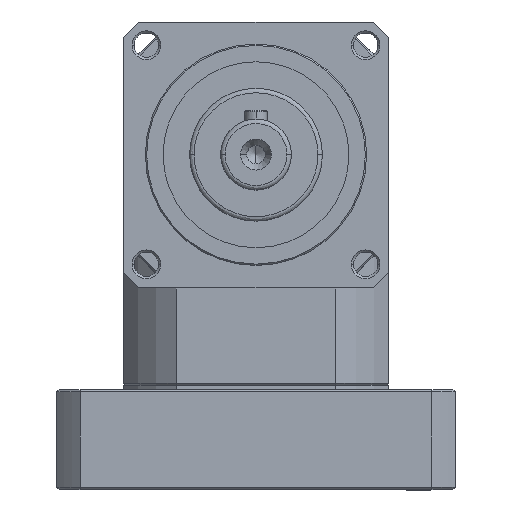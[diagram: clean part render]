
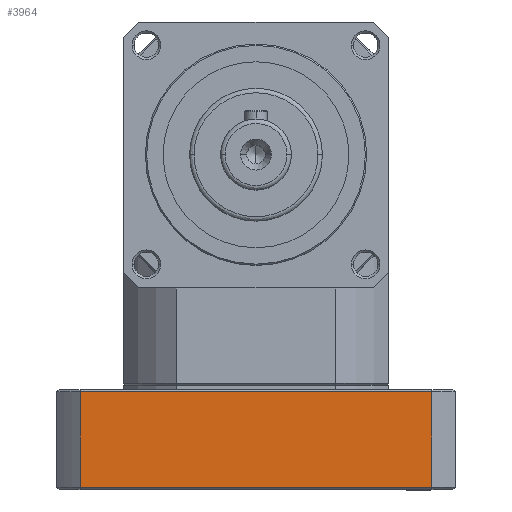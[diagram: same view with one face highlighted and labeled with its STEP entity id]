
A CAD part, top view. The second image highlights one B-rep face of the part: STEP entity #3964.
In plain terms, the highlighted face is planar.
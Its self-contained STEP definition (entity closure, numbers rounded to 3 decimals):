
#541 = PLANE ( 'NONE',  #9347 ) ;
#761 = EDGE_CURVE ( 'NONE', #20081, #18365, #4746, .T. ) ;
#806 = CARTESIAN_POINT ( 'NONE',  ( -39.686, -45., 25. ) ) ;
#2073 = DIRECTION ( 'NONE',  ( 0., 0., 1. ) ) ;
#2120 = CARTESIAN_POINT ( 'NONE',  ( -39.686, -45., 3. ) ) ;
#2740 = DIRECTION ( 'NONE',  ( -1., 0., 0. ) ) ;
#3116 = VECTOR ( 'NONE', #10903, 1000. ) ;
#3749 = DIRECTION ( 'NONE',  ( 0., 1., 0. ) ) ;
#3964 = ADVANCED_FACE ( 'NONE', ( #15870 ), #541, .F. ) ;
#4746 = LINE ( 'NONE', #2120, #12645 ) ;
#5366 = CARTESIAN_POINT ( 'NONE',  ( 39.686, -45., 3.5 ) ) ;
#5718 = CARTESIAN_POINT ( 'NONE',  ( 39.686, -45., 25. ) ) ;
#6737 = VERTEX_POINT ( 'NONE', #9026 ) ;
#6753 = VECTOR ( 'NONE', #2740, 1000. ) ;
#6768 = LINE ( 'NONE', #17370, #15263 ) ;
#7017 = ORIENTED_EDGE ( 'NONE', *, *, #13346, .F. ) ;
#8492 = EDGE_LOOP ( 'NONE', ( #14938, #11856, #17084, #7017 ) ) ;
#9026 = CARTESIAN_POINT ( 'NONE',  ( 39.686, -45., 25. ) ) ;
#9031 = DIRECTION ( 'NONE',  ( 0., 0., -1. ) ) ;
#9347 = AXIS2_PLACEMENT_3D ( 'NONE', #10329, #3749, #19932 ) ;
#10329 = CARTESIAN_POINT ( 'NONE',  ( 39.686, -45., 3. ) ) ;
#10903 = DIRECTION ( 'NONE',  ( 1., 0., 0. ) ) ;
#11856 = ORIENTED_EDGE ( 'NONE', *, *, #21422, .F. ) ;
#12645 = VECTOR ( 'NONE', #2073, 1000. ) ;
#12813 = CARTESIAN_POINT ( 'NONE',  ( 32.714, -45., 3.5 ) ) ;
#13053 = CARTESIAN_POINT ( 'NONE',  ( -39.686, -45., 3.5 ) ) ;
#13346 = EDGE_CURVE ( 'NONE', #15024, #20081, #13646, .T. ) ;
#13646 = LINE ( 'NONE', #12813, #6753 ) ;
#14938 = ORIENTED_EDGE ( 'NONE', *, *, #16798, .F. ) ;
#15024 = VERTEX_POINT ( 'NONE', #5366 ) ;
#15263 = VECTOR ( 'NONE', #9031, 1000. ) ;
#15870 = FACE_OUTER_BOUND ( 'NONE', #8492, .T. ) ;
#16530 = LINE ( 'NONE', #5718, #3116 ) ;
#16798 = EDGE_CURVE ( 'NONE', #6737, #15024, #6768, .T. ) ;
#17084 = ORIENTED_EDGE ( 'NONE', *, *, #761, .F. ) ;
#17370 = CARTESIAN_POINT ( 'NONE',  ( 39.686, -45., 3. ) ) ;
#18365 = VERTEX_POINT ( 'NONE', #806 ) ;
#19932 = DIRECTION ( 'NONE',  ( -1., 0., 0. ) ) ;
#20081 = VERTEX_POINT ( 'NONE', #13053 ) ;
#21422 = EDGE_CURVE ( 'NONE', #18365, #6737, #16530, .T. ) ;
